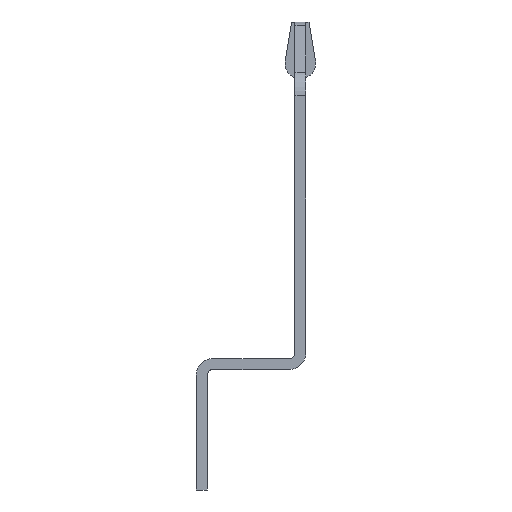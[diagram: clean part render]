
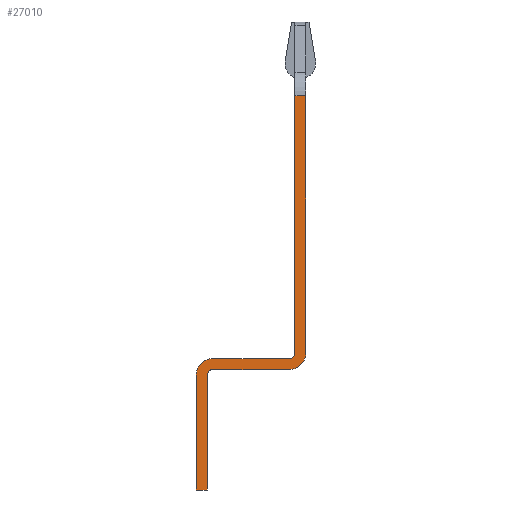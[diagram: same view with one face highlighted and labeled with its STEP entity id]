
A CAD part, left-side view. The second image highlights one B-rep face of the part: STEP entity #27010.
In plain terms, the highlighted planar face has unit normal (-1, 0, 0).
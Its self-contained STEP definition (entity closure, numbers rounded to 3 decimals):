
#8320=CARTESIAN_POINT('',(328.72,-29.745,-255.019)
);
#8330=VERTEX_POINT('',#8320);
#8360=CARTESIAN_POINT('',(328.72,-29.745,30.993))
;
#8370=DIRECTION('',(0.,0.,-1.));
#8380=VECTOR('',#8370,1.);
#8390=LINE('',#8360,#8380);
#8400=CARTESIAN_POINT('',(328.72,-29.745,-208.019)
);
#8410=VERTEX_POINT('',#8400);
#8420=EDGE_CURVE('',#8410,#8330,#8390,.T.);
#10670=CARTESIAN_POINT('',(328.72,-11.745,-259.019
));
#10680=VERTEX_POINT('',#10670);
#10850=CARTESIAN_POINT('',(328.72,-11.745,-280.019
));
#10860=VERTEX_POINT('',#10850);
#10890=CARTESIAN_POINT('',(328.72,-11.745,-208.019
));
#10900=DIRECTION('',(0.,0.,-1.));
#10910=VECTOR('',#10900,1.);
#10920=LINE('',#10890,#10910);
#10930=EDGE_CURVE('',#10680,#10860,#10920,.T.);
#11070=CARTESIAN_POINT('',(328.72,-12.745,-258.019
));
#11080=VERTEX_POINT('',#11070);
#11210=CARTESIAN_POINT('',(328.72,-12.745,-259.019
));
#11220=DIRECTION('',(1.,0.,0.));
#11230=DIRECTION('',(0.,0.,1.));
#11240=AXIS2_PLACEMENT_3D('',#11210,#11220,#11230);
#11250=CIRCLE('',#11240,1.);
#11260=EDGE_CURVE('',#10680,#11080,#11250,.T.);
#11400=CARTESIAN_POINT('',(328.72,-26.745,-256.019
));
#11410=VERTEX_POINT('',#11400);
#11590=CARTESIAN_POINT('',(328.72,-27.745,-255.019
));
#11600=VERTEX_POINT('',#11590);
#11630=CARTESIAN_POINT('',(328.72,-26.745,-255.019
));
#11640=DIRECTION('',(-1.,0.,0.));
#11650=DIRECTION('',(0.,0.,-1.));
#11660=AXIS2_PLACEMENT_3D('',#11630,#11640,#11650);
#11670=CIRCLE('',#11660,1.);
#11680=EDGE_CURVE('',#11410,#11600,#11670,.T.);
#11820=CARTESIAN_POINT('',(328.72,-26.745,-258.019
));
#11830=VERTEX_POINT('',#11820);
#11950=CARTESIAN_POINT('',(328.72,-9.745,
-258.019));
#11960=DIRECTION('',(0.,-1.,0.));
#11970=VECTOR('',#11960,1.);
#11980=LINE('',#11950,#11970);
#11990=EDGE_CURVE('',#11080,#11830,#11980,.T.);
#12210=CARTESIAN_POINT('',(328.72,-9.745,
-280.019));
#12220=VERTEX_POINT('',#12210);
#12250=CARTESIAN_POINT('',(328.72,-11.745,-280.019
));
#12260=DIRECTION('',(0.,1.,0.));
#12270=VECTOR('',#12260,1.);
#12280=LINE('',#12250,#12270);
#12290=EDGE_CURVE('',#10860,#12220,#12280,.T.);
#22060=CARTESIAN_POINT('',(328.72,-27.745,-208.019
));
#22070=VERTEX_POINT('',#22060);
#22100=CARTESIAN_POINT('',(328.72,-27.745,30.993)
);
#22110=DIRECTION('',(0.,0.,-1.));
#22120=VECTOR('',#22110,1.);
#22130=LINE('',#22100,#22120);
#22140=EDGE_CURVE('',#22070,#11600,#22130,.T.);
#22770=CARTESIAN_POINT('',(328.72,-12.745,-256.019
));
#22780=VERTEX_POINT('',#22770);
#22900=CARTESIAN_POINT('',(328.72,-9.745,
-256.019));
#22910=DIRECTION('',(0.,-1.,0.));
#22920=VECTOR('',#22910,1.);
#22930=LINE('',#22900,#22920);
#22940=EDGE_CURVE('',#22780,#11410,#22930,.T.);
#23100=CARTESIAN_POINT('',(328.72,-9.745,
-259.019));
#23110=VERTEX_POINT('',#23100);
#23220=CARTESIAN_POINT('',(328.72,-12.745,-259.019
));
#23230=DIRECTION('',(-1.,0.,0.));
#23240=DIRECTION('',(0.,0.,-1.));
#23250=AXIS2_PLACEMENT_3D('',#23220,#23230,#23240);
#23260=CIRCLE('',#23250,3.);
#23270=EDGE_CURVE('',#22780,#23110,#23260,.T.);
#26610=CARTESIAN_POINT('',(328.72,-26.745,-255.019
));
#26620=DIRECTION('',(1.,0.,0.));
#26630=DIRECTION('',(0.,0.,1.));
#26640=AXIS2_PLACEMENT_3D('',#26610,#26620,#26630);
#26650=CIRCLE('',#26640,3.);
#26660=EDGE_CURVE('',#8330,#11830,#26650,.T.);
#26720=CARTESIAN_POINT('',(328.72,-29.745,-208.019
));
#26730=DIRECTION('',(-1.,0.,0.));
#26740=DIRECTION('',(0.,0.,-1.));
#26750=AXIS2_PLACEMENT_3D('',#26720,#26730,#26740);
#26760=PLANE('',#26750);
#26770=ORIENTED_EDGE('',*,*,#23270,.T.);
#26780=ORIENTED_EDGE('',*,*,#22940,.F.);
#26790=ORIENTED_EDGE('',*,*,#11680,.F.);
#26800=ORIENTED_EDGE('',*,*,#22140,.T.);
#26810=CARTESIAN_POINT('',(328.72,-29.745,-208.019
));
#26820=DIRECTION('',(0.,1.,0.));
#26830=VECTOR('',#26820,1.);
#26840=LINE('',#26810,#26830);
#26850=EDGE_CURVE('',#8410,#22070,#26840,.T.);
#26860=ORIENTED_EDGE('',*,*,#26850,.T.);
#26870=ORIENTED_EDGE('',*,*,#8420,.F.);
#26880=ORIENTED_EDGE('',*,*,#26660,.F.);
#26890=ORIENTED_EDGE('',*,*,#11990,.T.);
#26900=ORIENTED_EDGE('',*,*,#11260,.T.);
#26910=ORIENTED_EDGE('',*,*,#10930,.F.);
#26920=ORIENTED_EDGE('',*,*,#12290,.F.);
#26930=CARTESIAN_POINT('',(328.72,-9.745,
30.993));
#26940=DIRECTION('',(0.,0.,-1.));
#26950=VECTOR('',#26940,1.);
#26960=LINE('',#26930,#26950);
#26970=EDGE_CURVE('',#23110,#12220,#26960,.T.);
#26980=ORIENTED_EDGE('',*,*,#26970,.T.);
#26990=EDGE_LOOP('',(#26980,#26920,#26910,#26900,#26890,#26880,#26870,
#26860,#26800,#26790,#26780,#26770));
#27000=FACE_OUTER_BOUND('',#26990,.T.);
#27010=ADVANCED_FACE('',(#27000),#26760,.T.);
